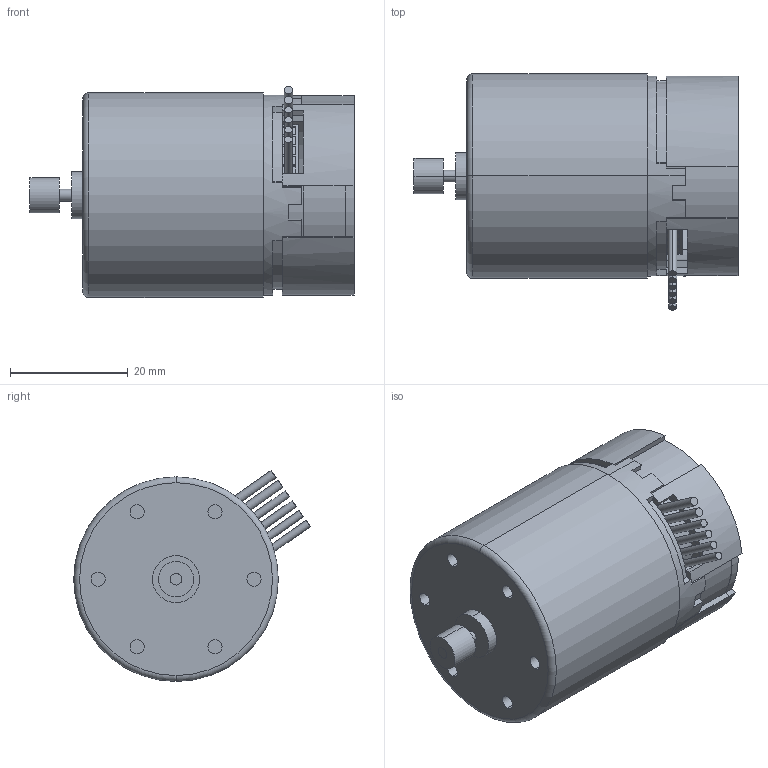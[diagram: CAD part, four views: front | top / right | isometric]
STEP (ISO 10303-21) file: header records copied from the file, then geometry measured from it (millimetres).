
FILE_DESCRIPTION (( 'STEP AP214' ), '1' );
FILE_NAME ('37d-gearmotor-without-gearbox-with-helical-pinion-gear.STEP', '2019-08-09T17:05:08', ( '' ), ( '' ), 'SwSTEP 2.0', 'SolidWorks 2016', '' );
FILE_SCHEMA (( 'AUTOMOTIVE_DESIGN' ));
Length unit declared in the file: millimetre
Products named in the file (1): 37d-gearmotor-without-gearbox-with-helical-pinion-gear
Bounding box: 55.1 x 40.23 x 35.88 mm (x, y, z)
Volume: 34708.9 mm3; surface area: 13825.2 mm2
Topology: 2 solids, 2 shells, 282 faces, 718 edges, 470 vertices
Faces by surface type: plane 183, cylinder 97, torus 2
Entity records: 11625 total; most frequent: DIRECTION 1540, CARTESIAN_POINT 1483, ORIENTED_EDGE 1436, EDGE_CURVE 718, AXIS2_PLACEMENT_3D 543, VERTEX_POINT 470, VECTOR 454, LINE 454
